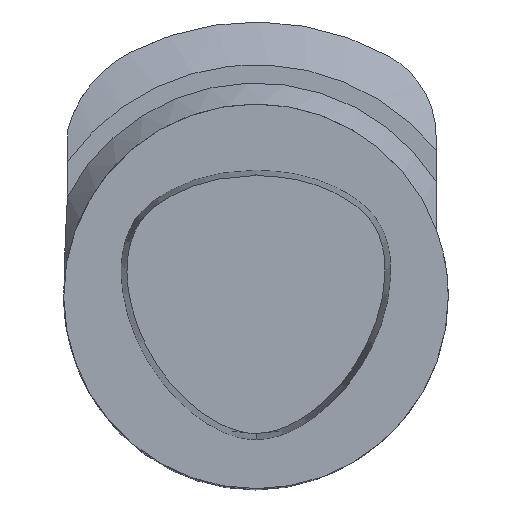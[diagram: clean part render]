
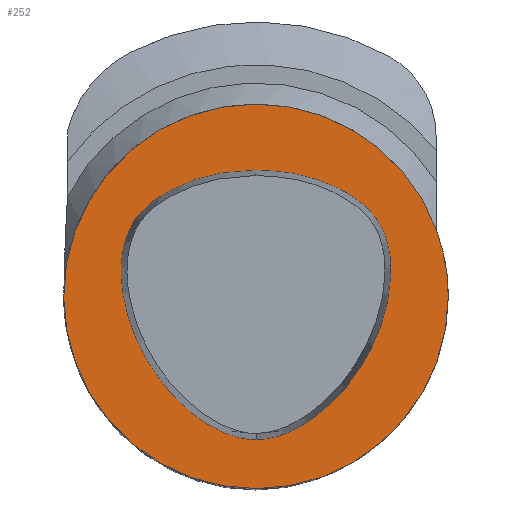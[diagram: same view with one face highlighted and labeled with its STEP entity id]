
A CAD part, top view. The second image highlights one B-rep face of the part: STEP entity #252.
In plain terms, the highlighted planar face has unit normal (0, 0, 1).
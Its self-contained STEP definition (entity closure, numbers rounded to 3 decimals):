
#109=EDGE_CURVE('240[2]',#320,#321,#322,.T.);
#124=EDGE_CURVE('240[2]',#344,#320,#345,.T.);
#183=EDGE_CURVE('240[2]',#435,#435,#436,.T.);
#213=EDGE_CURVE('240[2]',#321,#344,#475,.T.);
#252=ADVANCED_FACE('240[2]',(#521,#522),#523,.T.);
#320=VERTEX_POINT('',#588);
#321=VERTEX_POINT('',#589);
#322=CIRCLE('',#590,0.95);
#344=VERTEX_POINT('',#620);
#345=B_SPLINE_CURVE_WITH_KNOTS('',3,(#621,#622,#623,#624,#625,#626,#627,#628,#629,#630,#631,#632,#633,#634,#635,#636,#637,#638,#639,#640,#641,#642,#643,#644,#645,#646,#647,#648,#649,#650,#651,#652),.UNSPECIFIED.,.F.,.F.,(4,2,2,2,2,2,2,2,2,2,2,2,2,2,2,4),(6.615,6.904,7.192,7.48,7.769,8.327,8.886,10.063,10.522,10.981,11.21,11.44,11.898,12.428,12.829,13.23),.UNSPECIFIED.);
#435=VERTEX_POINT('',#849);
#436=CIRCLE('',#850,31.493);
#475=B_SPLINE_CURVE_WITH_KNOTS('',3,(#913,#914,#915,#916,#917,#918,#919,#920,#921,#922,#923,#924,#925,#926,#927,#928,#929,#930,#931,#932,#933,#934,#935,#936,#937,#938,#939,#940,#941,#942),.UNSPECIFIED.,.F.,.F.,(4,2,2,2,2,2,2,2,2,2,2,2,2,2,4),(0.0,0.577,1.154,1.433,1.712,1.992,2.271,2.859,3.154,3.448,4.366,5.283,5.813,6.214,6.615),.UNSPECIFIED.);
#521=FACE_OUTER_BOUND('',#1096,.T.);
#522=FACE_BOUND('',#1097,.T.);
#523=PLANE('',#1098);
#588=CARTESIAN_POINT('',(0.045,20.677,0.0));
#589=CARTESIAN_POINT('',(-0.045,20.677,0.0));
#590=AXIS2_PLACEMENT_3D('',#1262,#1263,#1264);
#620=CARTESIAN_POINT('',(0.044,-23.469,0.0));
#621=CARTESIAN_POINT('',(0.044,-23.469,0.0));
#622=CARTESIAN_POINT('',(1.1,-23.464,0.));
#623=CARTESIAN_POINT('',(2.144,-23.297,0.0));
#624=CARTESIAN_POINT('',(4.142,-22.759,0.0));
#625=CARTESIAN_POINT('',(5.098,-22.39,0.));
#626=CARTESIAN_POINT('',(6.935,-21.508,0.));
#627=CARTESIAN_POINT('',(7.804,-21.,0.));
#628=CARTESIAN_POINT('',(9.469,-19.889,0.));
#629=CARTESIAN_POINT('',(10.267,-19.285,0.));
#630=CARTESIAN_POINT('',(12.503,-17.396,0.));
#631=CARTESIAN_POINT('',(13.842,-16.005,0.0));
#632=CARTESIAN_POINT('',(16.251,-13.01,0.));
#633=CARTESIAN_POINT('',(17.321,-11.408,0.));
#634=CARTESIAN_POINT('',(20.195,-6.179,0.));
#635=CARTESIAN_POINT('',(21.526,-2.27,0.));
#636=CARTESIAN_POINT('',(22.108,3.365,0.));
#637=CARTESIAN_POINT('',(22.144,4.957,0.));
#638=CARTESIAN_POINT('',(21.744,8.215,0.));
#639=CARTESIAN_POINT('',(21.281,9.878,0.0));
#640=CARTESIAN_POINT('',(20.179,12.032,0.0));
#641=CARTESIAN_POINT('',(19.702,12.759,0.));
#642=CARTESIAN_POINT('',(18.626,14.044,0.));
#643=CARTESIAN_POINT('',(18.039,14.612,0.0));
#644=CARTESIAN_POINT('',(16.128,16.197,0.));
#645=CARTESIAN_POINT('',(14.762,17.03,0.0));
#646=CARTESIAN_POINT('',(11.686,18.546,0.0));
#647=CARTESIAN_POINT('',(9.963,19.18,0.0));
#648=CARTESIAN_POINT('',(6.847,20.003,0.0));
#649=CARTESIAN_POINT('',(5.472,20.25,0.0));
#650=CARTESIAN_POINT('',(2.739,20.547,0.0));
#651=CARTESIAN_POINT('',(1.382,20.612,0.0));
#652=CARTESIAN_POINT('',(0.045,20.677,0.0));
#849=CARTESIAN_POINT('',(31.493,0.0,0.0));
#850=AXIS2_PLACEMENT_3D('',#1367,#1368,#1369);
#913=CARTESIAN_POINT('',(-0.045,20.677,0.0));
#914=CARTESIAN_POINT('',(-1.968,20.588,0.0));
#915=CARTESIAN_POINT('',(-3.953,20.485,0.));
#916=CARTESIAN_POINT('',(-7.863,19.797,0.));
#917=CARTESIAN_POINT('',(-9.794,19.25,0.));
#918=CARTESIAN_POINT('',(-12.535,18.133,0.0));
#919=CARTESIAN_POINT('',(-13.411,17.719,0.0));
#920=CARTESIAN_POINT('',(-15.123,16.78,0.));
#921=CARTESIAN_POINT('',(-15.962,16.259,0.0));
#922=CARTESIAN_POINT('',(-17.56,15.067,0.0));
#923=CARTESIAN_POINT('',(-18.314,14.396,0.));
#924=CARTESIAN_POINT('',(-19.639,12.867,0.));
#925=CARTESIAN_POINT('',(-20.198,12.,0.0));
#926=CARTESIAN_POINT('',(-21.562,9.159,0.0));
#927=CARTESIAN_POINT('',(-21.995,7.022,0.0));
#928=CARTESIAN_POINT('',(-22.113,3.903,0.0));
#929=CARTESIAN_POINT('',(-22.067,2.879,0.0));
#930=CARTESIAN_POINT('',(-21.855,0.853,0.0));
#931=CARTESIAN_POINT('',(-21.693,-0.149,0.));
#932=CARTESIAN_POINT('',(-20.816,-4.237,0.));
#933=CARTESIAN_POINT('',(-19.66,-7.209,0.));
#934=CARTESIAN_POINT('',(-16.575,-12.714,0.0));
#935=CARTESIAN_POINT('',(-14.647,-15.248,0.));
#936=CARTESIAN_POINT('',(-11.05,-18.702,0.));
#937=CARTESIAN_POINT('',(-9.618,-19.857,0.0));
#938=CARTESIAN_POINT('',(-6.855,-21.571,0.));
#939=CARTESIAN_POINT('',(-5.58,-22.214,0.0));
#940=CARTESIAN_POINT('',(-2.867,-23.17,0.0));
#941=CARTESIAN_POINT('',(-1.426,-23.477,0.0));
#942=CARTESIAN_POINT('',(0.044,-23.469,0.0));
#1096=EDGE_LOOP('',(#1471));
#1097=EDGE_LOOP('',(#1472,#1473,#1474));
#1098=AXIS2_PLACEMENT_3D('',#1475,#1476,#1477);
#1262=CARTESIAN_POINT('',(-0.001,19.728,0.0));
#1263=DIRECTION('',(0.0,0.0,1.0));
#1264=DIRECTION('',(-0.046,0.999,0.0));
#1367=CARTESIAN_POINT('',(0.0,0.0,0.0));
#1368=DIRECTION('',(-0.0,0.0,1.0));
#1369=DIRECTION('',(1.0,0.0,0.0));
#1471=ORIENTED_EDGE('',*,*,#183,.T.);
#1472=ORIENTED_EDGE('',*,*,#124,.F.);
#1473=ORIENTED_EDGE('',*,*,#213,.F.);
#1474=ORIENTED_EDGE('',*,*,#109,.F.);
#1475=CARTESIAN_POINT('',(0.,15.746,0.));
#1476=DIRECTION('',(0.,0.,1.0));
#1477=DIRECTION('',(1.0,0.,0.0));
